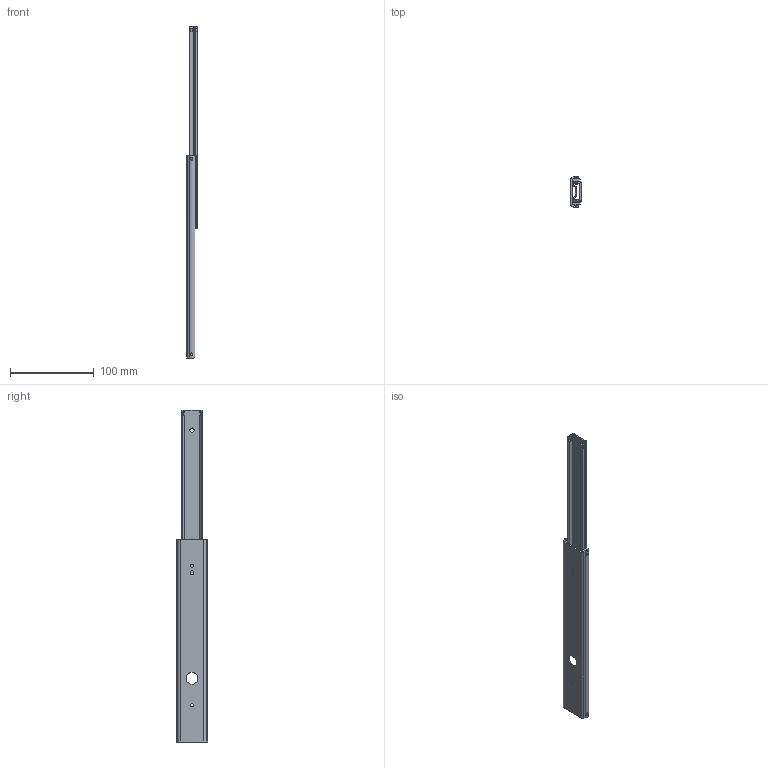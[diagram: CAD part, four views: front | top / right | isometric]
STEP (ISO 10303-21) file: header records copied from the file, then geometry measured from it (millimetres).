
FILE_DESCRIPTION(/* description */ ('Teilauszug Serie 012 242x154'),/* implementation_level */ '2;1');
FILE_NAME(/* name */ '07000052001.stp',/* time_stamp */ '2020-06-18T08:28:44+02:00',/* author */ ('Dennis Bruder'),/* organization */ (''),/* preprocessor_version */ 'ST-DEVELOPER v18',/* originating_system */ 'Autodesk Inventor 2020',/* authorisation */ '');
FILE_SCHEMA (('AUTOMOTIVE_DESIGN { 1 0 10303 214 3 1 1 }'));
Length unit declared in the file: millimetre
Products named in the file (1): 07000052001
Bounding box: 13 x 37.5 x 396 mm (x, y, z)
Volume: 43406.3 mm3; surface area: 53893.5 mm2
Topology: 15 solids, 15 shells, 259 faces, 767 edges, 496 vertices
Faces by surface type: cylinder 141, plane 90, sphere 20, torus 8
Full cylindrical faces by diameter (mm): 3.65 x2, 4.7 x1, 5.1 x3, 7.2 x12, 14 x1
Entity records: 11198 total; most frequent: CARTESIAN_POINT 3917, ORIENTED_EDGE 1486, DIRECTION 1439, EDGE_CURVE 743, AXIS2_PLACEMENT_3D 518, VERTEX_POINT 496, LINE 403, VECTOR 403
